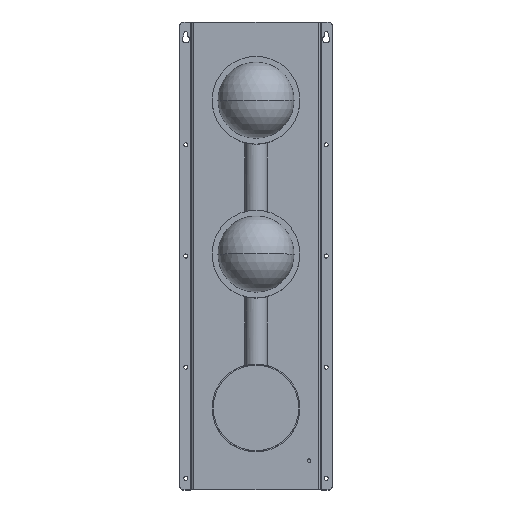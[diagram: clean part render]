
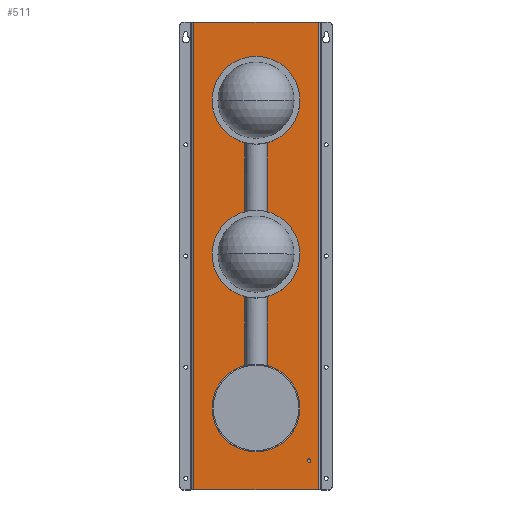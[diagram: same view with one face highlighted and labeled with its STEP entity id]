
A CAD part, top view. The second image highlights one B-rep face of the part: STEP entity #511.
In plain terms, the highlighted planar face has unit normal (0, 0, 1).
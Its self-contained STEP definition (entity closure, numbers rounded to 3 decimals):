
#14 = DIRECTION ( 'NONE',  ( -1., 0., 0. ) ) ;
#25 = DIRECTION ( 'NONE',  ( 0., 0., 1. ) ) ;
#35 = CARTESIAN_POINT ( 'NONE',  ( 0., -260., 38. ) ) ;
#92 = VERTEX_POINT ( 'NONE', #4184 ) ;
#213 = DIRECTION ( 'NONE',  ( -1., 0., 0. ) ) ;
#234 = EDGE_CURVE ( 'Defeatured_0_56+Defeatured_0_26+Defeatured_0_26+Defeatured_0_26', #3050, #2584, #1523, .T. ) ;
#283 = DIRECTION ( 'NONE',  ( 0., 1., 0. ) ) ;
#300 = CARTESIAN_POINT ( 'NONE',  ( 106., 0., 38. ) ) ;
#312 = LINE ( 'NONE', #300, #1512 ) ;
#344 = AXIS2_PLACEMENT_3D ( 'NONE', #35, #25, #14 ) ;
#362 = EDGE_CURVE ( 'Defeatured_0_56+Defeatured_0_26+Defeatured_0_26+Defeatured_0_26', #2584, #3050, #1263, .T. ) ;
#364 = DIRECTION ( 'NONE',  ( -1., 0., 0. ) ) ;
#380 = DIRECTION ( 'NONE',  ( 0., 0., 1. ) ) ;
#403 = CARTESIAN_POINT ( 'NONE',  ( 0., 3., 38. ) ) ;
#449 = DIRECTION ( 'NONE',  ( 0., -1., 0. ) ) ;
#469 = CARTESIAN_POINT ( 'NONE',  ( -106., 0., 38. ) ) ;
#492 = LINE ( 'NONE', #469, #2617 ) ;
#497 = EDGE_CURVE ( 'Defeatured_0_49+Defeatured_0_26+Defeatured_0_26+Defeatured_0_26', #2983, #4039, #3929, .T. ) ;
#511 = ADVANCED_FACE ( 'Defeatured_0_26', ( #4009, #3497, #2176, #849, #1251 ), #3648, .F. ) ;
#532 = EDGE_CURVE ( 'Defeatured_0_44+Defeatured_0_26+Defeatured_0_26+Defeatured_0_26', #4210, #639, #1524, .T. ) ;
#539 = CARTESIAN_POINT ( 'NONE',  ( -106., 400., 38. ) ) ;
#639 = VERTEX_POINT ( 'NONE', #3514 ) ;
#652 = EDGE_CURVE ( 'Defeatured_0_26+Defeatured_0_14+Defeatured_0_30+Defeatured_0_29', #2859, #1699, #1454, .T. ) ;
#668 = DIRECTION ( 'NONE',  ( -1., 0., 0. ) ) ;
#730 = AXIS2_PLACEMENT_3D ( 'NONE', #2089, #2506, #2510 ) ;
#753 = ORIENTED_EDGE ( 'NONE', *, *, #362, .F. ) ;
#807 = ORIENTED_EDGE ( 'NONE', *, *, #3756, .T. ) ;
#827 = DIRECTION ( 'NONE',  ( 0., 0., 1. ) ) ;
#836 = CARTESIAN_POINT ( 'NONE',  ( 91., -350., 38. ) ) ;
#849 = FACE_BOUND ( 'NONE', #4125, .T. ) ;
#863 = ORIENTED_EDGE ( 'NONE', *, *, #3026, .F. ) ;
#867 = AXIS2_PLACEMENT_3D ( 'NONE', #836, #827, #668 ) ;
#870 = CIRCLE ( 'NONE', #2782, 75. ) ;
#942 = ORIENTED_EDGE ( 'NONE', *, *, #234, .F. ) ;
#948 = DIRECTION ( 'NONE',  ( 0., 0., 1. ) ) ;
#1029 = ORIENTED_EDGE ( 'NONE', *, *, #652, .T. ) ;
#1076 = AXIS2_PLACEMENT_3D ( 'NONE', #4027, #948, #2043 ) ;
#1100 = ORIENTED_EDGE ( 'NONE', *, *, #1165, .F. ) ;
#1165 = EDGE_CURVE ( 'Defeatured_0_59+Defeatured_0_26+Defeatured_0_26+Defeatured_0_26', #1935, #3344, #2777, .T. ) ;
#1251 = FACE_OUTER_BOUND ( 'NONE', #3393, .T. ) ;
#1263 = CIRCLE ( 'NONE', #344, 75. ) ;
#1297 = CARTESIAN_POINT ( 'NONE',  ( -110., 400., 38. ) ) ;
#1332 = ORIENTED_EDGE ( 'NONE', *, *, #532, .F. ) ;
#1418 = CARTESIAN_POINT ( 'NONE',  ( 106., 400., 38. ) ) ;
#1454 = LINE ( 'NONE', #1297, #3721 ) ;
#1456 = DIRECTION ( 'NONE',  ( -1., 0., 0. ) ) ;
#1462 = DIRECTION ( 'NONE',  ( 0., 0., 1. ) ) ;
#1485 = CARTESIAN_POINT ( 'NONE',  ( 0., -260., 38. ) ) ;
#1493 = DIRECTION ( 'NONE',  ( 0., 0., 1. ) ) ;
#1512 = VECTOR ( 'NONE', #283, 1000. ) ;
#1513 = AXIS2_PLACEMENT_3D ( 'NONE', #3529, #3513, #3488 ) ;
#1523 = CIRCLE ( 'NONE', #3494, 75. ) ;
#1524 = CIRCLE ( 'NONE', #4283, 75. ) ;
#1632 = EDGE_LOOP ( 'NONE', ( #1332, #1925 ) ) ;
#1699 = VERTEX_POINT ( 'NONE', #539 ) ;
#1716 = EDGE_CURVE ( 'Defeatured_0_49+Defeatured_0_26+Defeatured_0_26+Defeatured_0_26', #4039, #2983, #870, .T. ) ;
#1735 = AXIS2_PLACEMENT_3D ( 'NONE', #2805, #2789, #2591 ) ;
#1889 = CARTESIAN_POINT ( 'NONE',  ( 0., 266., 38. ) ) ;
#1925 = ORIENTED_EDGE ( 'NONE', *, *, #2996, .F. ) ;
#1935 = VERTEX_POINT ( 'NONE', #2461 ) ;
#2014 = DIRECTION ( 'NONE',  ( 1., 0., 0. ) ) ;
#2043 = DIRECTION ( 'NONE',  ( -1., 0., 0. ) ) ;
#2046 = CARTESIAN_POINT ( 'NONE',  ( -110., -400., 38. ) ) ;
#2069 = LINE ( 'NONE', #2046, #2378 ) ;
#2089 = CARTESIAN_POINT ( 'NONE',  ( 0., 0., 38. ) ) ;
#2176 = FACE_BOUND ( 'NONE', #2405, .T. ) ;
#2226 = ORIENTED_EDGE ( 'NONE', *, *, #1716, .F. ) ;
#2378 = VECTOR ( 'NONE', #2014, 1000. ) ;
#2405 = EDGE_LOOP ( 'NONE', ( #2226, #3377 ) ) ;
#2461 = CARTESIAN_POINT ( 'NONE',  ( 93.112, -347.87, 38. ) ) ;
#2479 = CARTESIAN_POINT ( 'NONE',  ( 0., -185., 38. ) ) ;
#2506 = DIRECTION ( 'NONE',  ( 0., 0., -1. ) ) ;
#2510 = DIRECTION ( 'NONE',  ( -1., 0., 0. ) ) ;
#2584 = VERTEX_POINT ( 'NONE', #3533 ) ;
#2591 = DIRECTION ( 'NONE',  ( -1., 0., 0. ) ) ;
#2617 = VECTOR ( 'NONE', #449, 1000. ) ;
#2633 = DIRECTION ( 'NONE',  ( -1., 0., 0. ) ) ;
#2645 = ORIENTED_EDGE ( 'NONE', *, *, #3470, .T. ) ;
#2749 = ORIENTED_EDGE ( 'NONE', *, *, #3942, .T. ) ;
#2777 = CIRCLE ( 'NONE', #867, 3. ) ;
#2782 = AXIS2_PLACEMENT_3D ( 'NONE', #403, #380, #364 ) ;
#2789 = DIRECTION ( 'NONE',  ( 0., 0., 1. ) ) ;
#2805 = CARTESIAN_POINT ( 'NONE',  ( 91., -350., 38. ) ) ;
#2859 = VERTEX_POINT ( 'NONE', #1418 ) ;
#2943 = CARTESIAN_POINT ( 'NONE',  ( 88.888, -352.13, 38. ) ) ;
#2983 = VERTEX_POINT ( 'NONE', #3862 ) ;
#2996 = EDGE_CURVE ( 'Defeatured_0_44+Defeatured_0_26+Defeatured_0_26+Defeatured_0_26', #639, #4210, #4064, .T. ) ;
#3026 = EDGE_CURVE ( 'Defeatured_0_59+Defeatured_0_26+Defeatured_0_26+Defeatured_0_26', #3344, #1935, #4272, .T. ) ;
#3050 = VERTEX_POINT ( 'NONE', #2479 ) ;
#3052 = CARTESIAN_POINT ( 'NONE',  ( 0., 341., 38. ) ) ;
#3344 = VERTEX_POINT ( 'NONE', #2943 ) ;
#3377 = ORIENTED_EDGE ( 'NONE', *, *, #497, .F. ) ;
#3393 = EDGE_LOOP ( 'NONE', ( #807, #2645, #1029, #2749 ) ) ;
#3470 = EDGE_CURVE ( 'Defeatured_0_26+Defeatured_0_30+Defeatured_0_4+Defeatured_0_14', #4102, #2859, #312, .T. ) ;
#3488 = DIRECTION ( 'NONE',  ( -1., 0., 0. ) ) ;
#3494 = AXIS2_PLACEMENT_3D ( 'NONE', #1485, #1462, #1456 ) ;
#3497 = FACE_BOUND ( 'NONE', #1632, .T. ) ;
#3513 = DIRECTION ( 'NONE',  ( 0., 0., 1. ) ) ;
#3514 = CARTESIAN_POINT ( 'NONE',  ( 0., 191., 38. ) ) ;
#3529 = CARTESIAN_POINT ( 'NONE',  ( 0., 266., 38. ) ) ;
#3533 = CARTESIAN_POINT ( 'NONE',  ( 0., -335., 38. ) ) ;
#3648 = PLANE ( 'NONE',  #730 ) ;
#3713 = EDGE_LOOP ( 'NONE', ( #863, #1100 ) ) ;
#3721 = VECTOR ( 'NONE', #213, 1000. ) ;
#3756 = EDGE_CURVE ( 'Defeatured_0_26+Defeatured_0_4+Defeatured_0_29+Defeatured_0_30', #92, #4102, #2069, .T. ) ;
#3862 = CARTESIAN_POINT ( 'NONE',  ( 0., -72., 38. ) ) ;
#3929 = CIRCLE ( 'NONE', #1076, 75. ) ;
#3942 = EDGE_CURVE ( 'Defeatured_0_26+Defeatured_0_29+Defeatured_0_14+Defeatured_0_4', #1699, #92, #492, .T. ) ;
#3963 = CARTESIAN_POINT ( 'NONE',  ( 106., -400., 38. ) ) ;
#4009 = FACE_BOUND ( 'NONE', #3713, .T. ) ;
#4027 = CARTESIAN_POINT ( 'NONE',  ( 0., 3., 38. ) ) ;
#4039 = VERTEX_POINT ( 'NONE', #4273 ) ;
#4064 = CIRCLE ( 'NONE', #1513, 75. ) ;
#4102 = VERTEX_POINT ( 'NONE', #3963 ) ;
#4125 = EDGE_LOOP ( 'NONE', ( #942, #753 ) ) ;
#4184 = CARTESIAN_POINT ( 'NONE',  ( -106., -400., 38. ) ) ;
#4210 = VERTEX_POINT ( 'NONE', #3052 ) ;
#4272 = CIRCLE ( 'NONE', #1735, 3. ) ;
#4273 = CARTESIAN_POINT ( 'NONE',  ( 0., 78., 38. ) ) ;
#4283 = AXIS2_PLACEMENT_3D ( 'NONE', #1889, #1493, #2633 ) ;
